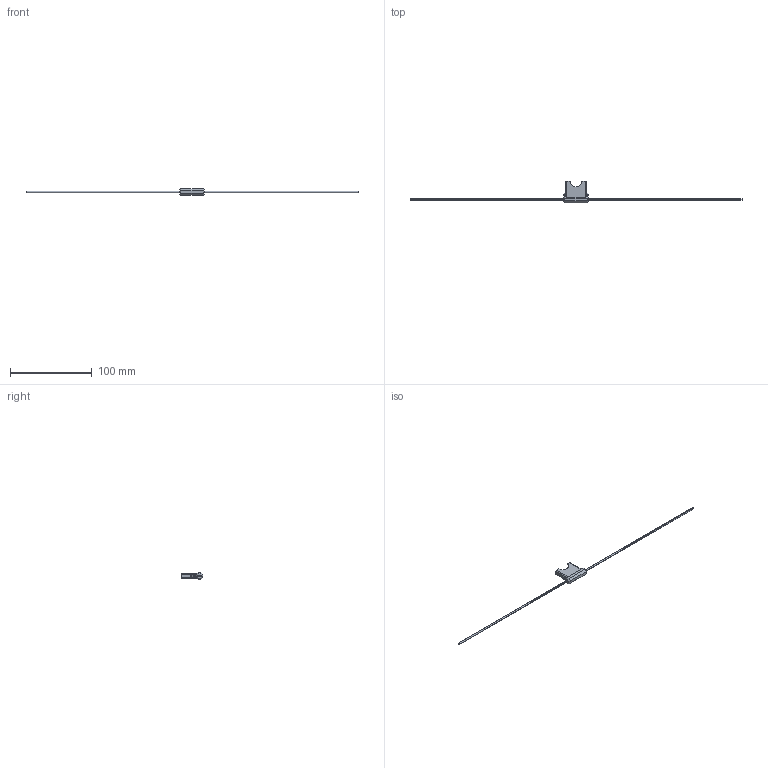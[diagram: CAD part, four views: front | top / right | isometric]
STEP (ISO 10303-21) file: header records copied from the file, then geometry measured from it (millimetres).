
FILE_DESCRIPTION (( 'STEP AP214' ), '1' );
FILE_NAME ('BF356.STEP', '2024-06-05T01:24:17', ( '' ), ( '' ), 'SwSTEP 2.0', 'SolidWorks 2021', '' );
FILE_SCHEMA (( 'AUTOMOTIVE_DESIGN' ));
Length unit declared in the file: millimetre
Products named in the file (1): BF356
Bounding box: 406.5 x 26.5 x 8 mm (x, y, z)
Volume: 4543.9 mm3; surface area: 7518.5 mm2
Topology: 5 solids, 5 shells, 102 faces, 246 edges, 156 vertices
Faces by surface type: plane 90, cylinder 12
Entity records: 3046 total; most frequent: CARTESIAN_POINT 505, ORIENTED_EDGE 492, DIRECTION 476, EDGE_CURVE 246, LINE 222, VECTOR 222, VERTEX_POINT 156, AXIS2_PLACEMENT_3D 127
